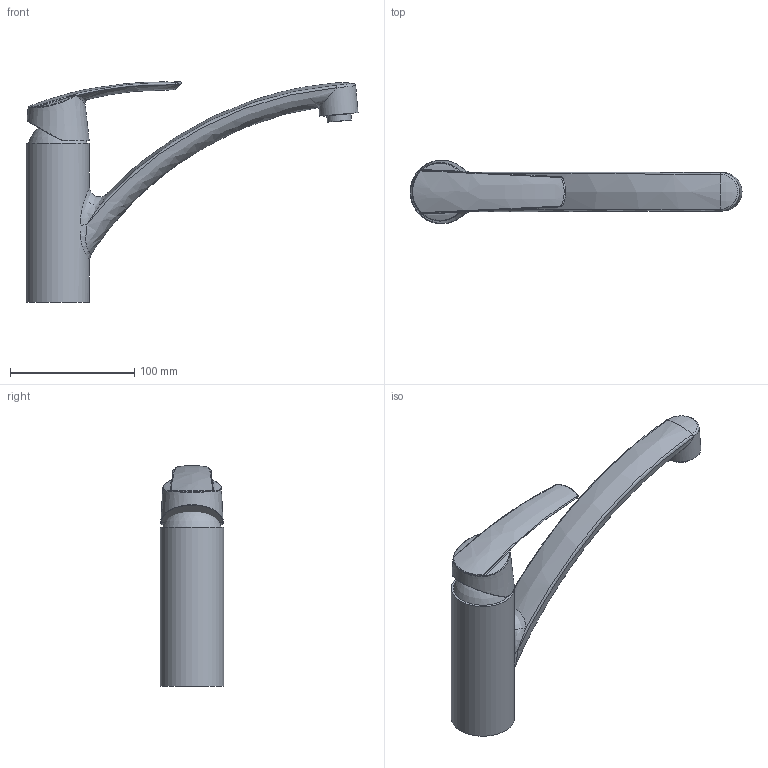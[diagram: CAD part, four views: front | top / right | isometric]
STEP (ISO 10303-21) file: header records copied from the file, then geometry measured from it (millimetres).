
FILE_DESCRIPTION(/* description */ ('Unknown'),/* implementation_level */ '2;1');
FILE_NAME(/* name */ '32441001',/* time_stamp */ '2022-09-08T05:18:43+02:00',/* author */ ('Unknown'),/* organization */ ('GROHE AG'),/* preprocessor_version */ 'ST-DEVELOPER v16.7',/* originating_system */ 'DEX',/* authorisation */ $);
FILE_SCHEMA (('AUTOMOTIVE_DESIGN {1 0 10303 214 3 1 1}'));
Length unit declared in the file: millimetre
Products named in the file (4): 32441001; id56; Grohe A mod.
Assembly tree (3 placements, depth 2):
  32441001
    32441001
    id56
    Grohe A mod.
Bounding box: 267.16 x 51 x 177.29 mm (x, y, z)
Volume: 392720.2 mm3; surface area: 61438.4 mm2
Topology: 1 solids, 4 shells, 59 faces, 189 edges, 125 vertices
Faces by surface type: bspline 43, plane 7, cylinder 7, sphere 2
Full cylindrical faces by diameter (mm): 19.44 x1, 24.128 x1, 31 x1, 51 x1
Entity records: 5341 total; most frequent: CARTESIAN_POINT 3772, ORIENTED_EDGE 297, EDGE_CURVE 171, DIRECTION 128, B_SPLINE_CURVE_WITH_KNOTS 121, VERTEX_POINT 121, EDGE_LOOP 71, FACE_BOUND 71
